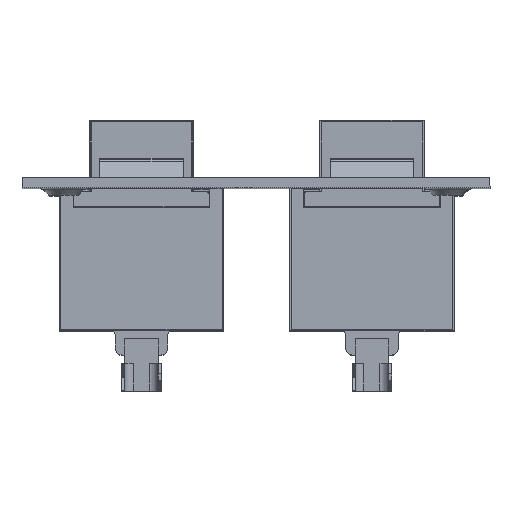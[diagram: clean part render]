
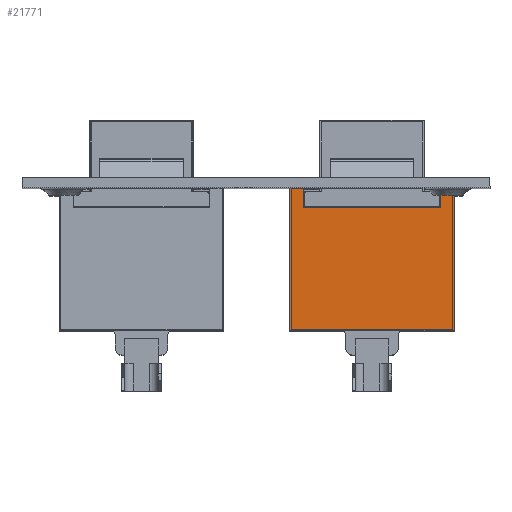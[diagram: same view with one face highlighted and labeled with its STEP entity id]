
A CAD part, top view. The second image highlights one B-rep face of the part: STEP entity #21771.
In plain terms, the highlighted face is planar.
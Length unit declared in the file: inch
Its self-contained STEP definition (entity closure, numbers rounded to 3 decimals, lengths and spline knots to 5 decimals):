
#5610 = CARTESIAN_POINT ( 'NONE',  ( -0.4125, 0.74, 0.47 ) ) ;
#5621 = DIRECTION ( 'NONE',  ( 0., 0., 1. ) ) ;
#5622 = VECTOR ( 'NONE', #5621, 39.37008 ) ;
#5623 = CARTESIAN_POINT ( 'NONE',  ( -0.4125, 0.74, 0.47 ) ) ;
#5632 = LINE ( 'NONE', #5623, #5622 ) ;
#5640 = CARTESIAN_POINT ( 'NONE',  ( -0.4125, 0.74, 0.31 ) ) ;
#14311 = DIRECTION ( 'NONE',  ( 0., 0., 1. ) ) ;
#14312 = VECTOR ( 'NONE', #14311, 39.37008 ) ;
#14313 = CARTESIAN_POINT ( 'NONE',  ( -0.4045, 0.74, -0.391 ) ) ;
#14314 = LINE ( 'NONE', #14313, #14312 ) ;
#14320 = CARTESIAN_POINT ( 'NONE',  ( -0.4045, 0.74, -0.391 ) ) ;
#14360 = CARTESIAN_POINT ( 'NONE',  ( -0.4125, 0.74, -0.47 ) ) ;
#14373 = CARTESIAN_POINT ( 'NONE',  ( -0.4125, 0.74, -0.31 ) ) ;
#14409 = DIRECTION ( 'NONE',  ( 0., 0., 1. ) ) ;
#14410 = VECTOR ( 'NONE', #14409, 39.37008 ) ;
#14412 = CARTESIAN_POINT ( 'NONE',  ( -0.4125, 0.74, 0.47 ) ) ;
#14413 = LINE ( 'NONE', #14412, #14410 ) ;
#15303 = VERTEX_POINT ( 'NONE', #45112 ) ;
#15862 = LINE ( 'NONE', #16000, #16569 ) ;
#16000 = CARTESIAN_POINT ( 'NONE',  ( 0.4125, 0.74, 0.47 ) ) ;
#16569 = VECTOR ( 'NONE', #16573, 39.37008 ) ;
#16573 = DIRECTION ( 'NONE',  ( 0., 0., -1. ) ) ;
#16590 = FACE_OUTER_BOUND ( 'NONE', #21840, .T. ) ;
#16621 = PLANE ( 'NONE',  #16628 ) ;
#16624 = DIRECTION ( 'NONE',  ( 1., 0., 0. ) ) ;
#16625 = VECTOR ( 'NONE', #16624, 39.37008 ) ;
#16626 = CARTESIAN_POINT ( 'NONE',  ( -0.2935, 0.74, 0.391 ) ) ;
#16627 = LINE ( 'NONE', #16626, #16625 ) ;
#16628 = AXIS2_PLACEMENT_3D ( 'NONE', #16638, #16678, #16677 ) ;
#16638 = CARTESIAN_POINT ( 'NONE',  ( -0.4125, 0.74, -0.47 ) ) ;
#16677 = DIRECTION ( 'NONE',  ( 0., 0., -1. ) ) ;
#16678 = DIRECTION ( 'NONE',  ( 0., -1., 0. ) ) ;
#16682 = CARTESIAN_POINT ( 'NONE',  ( -0.2935, 0.74, 0.391 ) ) ;
#16724 = DIRECTION ( 'NONE',  ( 1., 0., 0. ) ) ;
#16725 = VECTOR ( 'NONE', #16724, 39.37008 ) ;
#16726 = CARTESIAN_POINT ( 'NONE',  ( -0.4125, 0.74, 0.47 ) ) ;
#16727 = LINE ( 'NONE', #16726, #16725 ) ;
#16733 = CARTESIAN_POINT ( 'NONE',  ( 0.4125, 0.74, 0.47 ) ) ;
#16748 = CARTESIAN_POINT ( 'NONE',  ( -0.4045, 0.74, 0.391 ) ) ;
#16796 = CARTESIAN_POINT ( 'NONE',  ( 0.4125, 0.74, -0.47 ) ) ;
#16802 = DIRECTION ( 'NONE',  ( -1., 0., 0. ) ) ;
#16803 = VECTOR ( 'NONE', #16802, 39.37008 ) ;
#16804 = CARTESIAN_POINT ( 'NONE',  ( -0.4125, 0.74, -0.47 ) ) ;
#16805 = LINE ( 'NONE', #16804, #16803 ) ;
#16820 = DIRECTION ( 'NONE',  ( -1., 0., 0. ) ) ;
#16821 = CARTESIAN_POINT ( 'NONE',  ( -0.2935, 0.74, -0.391 ) ) ;
#16825 = DIRECTION ( 'NONE',  ( 0., 0., -1. ) ) ;
#16826 = VECTOR ( 'NONE', #16825, 39.37008 ) ;
#16827 = CARTESIAN_POINT ( 'NONE',  ( -0.2935, 0.74, -0.391 ) ) ;
#16828 = LINE ( 'NONE', #16827, #16826 ) ;
#16829 = DIRECTION ( 'NONE',  ( -1., 0., 0. ) ) ;
#16830 = VECTOR ( 'NONE', #16829, 39.37008 ) ;
#16831 = CARTESIAN_POINT ( 'NONE',  ( -0.2935, 0.74, -0.391 ) ) ;
#16832 = LINE ( 'NONE', #16831, #16830 ) ;
#16833 = VECTOR ( 'NONE', #16820, 39.37008 ) ;
#16834 = CARTESIAN_POINT ( 'NONE',  ( -0.4025, 0.74, -0.31 ) ) ;
#16835 = LINE ( 'NONE', #16834, #16833 ) ;
#16844 = CARTESIAN_POINT ( 'NONE',  ( -0.4045, 0.74, 0.31 ) ) ;
#16895 = CARTESIAN_POINT ( 'NONE',  ( -0.4045, 0.74, -0.391 ) ) ;
#16896 = LINE ( 'NONE', #16895, #16943 ) ;
#16938 = DIRECTION ( 'NONE',  ( -1., 0., 0. ) ) ;
#16941 = VECTOR ( 'NONE', #16938, 39.37008 ) ;
#16942 = DIRECTION ( 'NONE',  ( 0., 0., 1. ) ) ;
#16943 = VECTOR ( 'NONE', #16942, 39.37008 ) ;
#16944 = LINE ( 'NONE', #16947, #16941 ) ;
#16947 = CARTESIAN_POINT ( 'NONE',  ( -0.4025, 0.74, 0.31 ) ) ;
#21037 = VERTEX_POINT ( 'NONE', #14320 ) ;
#21039 = EDGE_CURVE ( 'NONE', #21037, #15303, #14314, .T. ) ;
#21087 = VERTEX_POINT ( 'NONE', #14373 ) ;
#21091 = VERTEX_POINT ( 'NONE', #14360 ) ;
#21093 = EDGE_CURVE ( 'NONE', #21091, #21087, #14413, .T. ) ;
#21767 = ORIENTED_EDGE ( 'NONE', *, *, #21093, .T. ) ;
#21769 = EDGE_CURVE ( 'NONE', #21852, #21772, #16627, .T. ) ;
#21771 = ADVANCED_FACE ( 'NONE', ( #16590 ), #16621, .F. ) ;
#21772 = VERTEX_POINT ( 'NONE', #16682 ) ;
#21773 = ORIENTED_EDGE ( 'NONE', *, *, #21929, .F. ) ;
#21806 = ORIENTED_EDGE ( 'NONE', *, *, #21769, .F. ) ;
#21810 = VERTEX_POINT ( 'NONE', #16733 ) ;
#21814 = EDGE_CURVE ( 'NONE', #42268, #21810, #16727, .T. ) ;
#21823 = ORIENTED_EDGE ( 'NONE', *, *, #21846, .T. ) ;
#21840 = EDGE_LOOP ( 'NONE', ( #21806, #21773, #21849, #21848, #21844, #21875, #21823, #21767, #21879, #21847, #21871, #21868 ) ) ;
#21844 = ORIENTED_EDGE ( 'NONE', *, *, #21814, .T. ) ;
#21846 = EDGE_CURVE ( 'NONE', #21880, #21091, #16805, .T. ) ;
#21847 = ORIENTED_EDGE ( 'NONE', *, *, #21039, .F. ) ;
#21848 = ORIENTED_EDGE ( 'NONE', *, *, #42315, .T. ) ;
#21849 = ORIENTED_EDGE ( 'NONE', *, *, #21930, .T. ) ;
#21852 = VERTEX_POINT ( 'NONE', #16748 ) ;
#21866 = VERTEX_POINT ( 'NONE', #16844 ) ;
#21868 = ORIENTED_EDGE ( 'NONE', *, *, #21872, .F. ) ;
#21870 = EDGE_CURVE ( 'NONE', #21878, #21037, #16832, .T. ) ;
#21871 = ORIENTED_EDGE ( 'NONE', *, *, #21870, .F. ) ;
#21872 = EDGE_CURVE ( 'NONE', #21772, #21878, #16828, .T. ) ;
#21875 = ORIENTED_EDGE ( 'NONE', *, *, #21889, .T. ) ;
#21877 = EDGE_CURVE ( 'NONE', #15303, #21087, #16835, .T. ) ;
#21878 = VERTEX_POINT ( 'NONE', #16821 ) ;
#21879 = ORIENTED_EDGE ( 'NONE', *, *, #21877, .F. ) ;
#21880 = VERTEX_POINT ( 'NONE', #16796 ) ;
#21889 = EDGE_CURVE ( 'NONE', #21810, #21880, #15862, .T. ) ;
#21929 = EDGE_CURVE ( 'NONE', #21866, #21852, #16896, .T. ) ;
#21930 = EDGE_CURVE ( 'NONE', #21866, #42297, #16944, .T. ) ;
#42268 = VERTEX_POINT ( 'NONE', #5610 ) ;
#42297 = VERTEX_POINT ( 'NONE', #5640 ) ;
#42315 = EDGE_CURVE ( 'NONE', #42297, #42268, #5632, .T. ) ;
#45112 = CARTESIAN_POINT ( 'NONE',  ( -0.4045, 0.74, -0.31 ) ) ;
